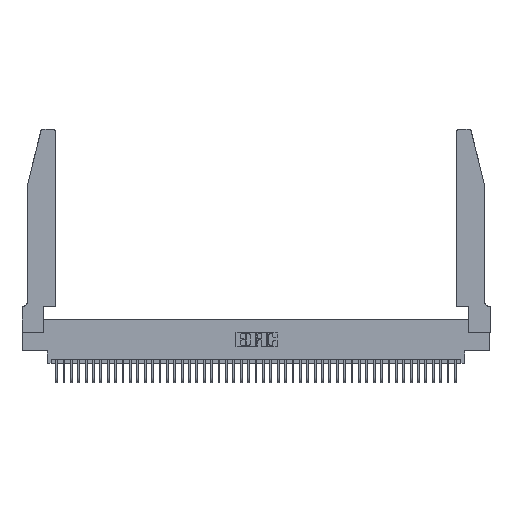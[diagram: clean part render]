
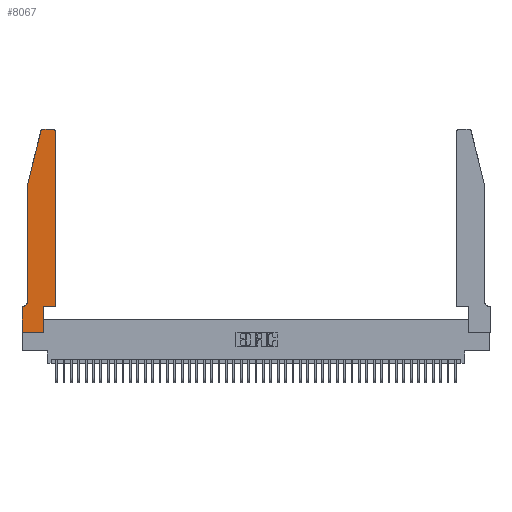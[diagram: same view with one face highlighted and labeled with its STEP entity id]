
A CAD part, top view. The second image highlights one B-rep face of the part: STEP entity #8067.
In plain terms, the highlighted planar face has unit normal (0, 0, 1).
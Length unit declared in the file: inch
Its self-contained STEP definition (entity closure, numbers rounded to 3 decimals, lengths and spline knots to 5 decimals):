
#787 = ORIENTED_EDGE ( 'NONE', *, *, #25272, .T. ) ;
#1817 = CARTESIAN_POINT ( 'NONE',  ( 0.4505, 0.35, 0.37 ) ) ;
#1971 = VECTOR ( 'NONE', #9413, 39.37008 ) ;
#2874 = EDGE_CURVE ( 'NONE', #24074, #13341, #23134, .T. ) ;
#2995 = AXIS2_PLACEMENT_3D ( 'NONE', #9328, #35272, #13080 ) ;
#3607 = EDGE_LOOP ( 'NONE', ( #20261, #30572, #37319, #10441, #4480, #41701, #24360, #787, #33552, #11155, #27460, #18256 ) ) ;
#4184 = CARTESIAN_POINT ( 'NONE',  ( 0.4505, 0.35, 0.37 ) ) ;
#4480 = ORIENTED_EDGE ( 'NONE', *, *, #13785, .T. ) ;
#4749 = CARTESIAN_POINT ( 'NONE',  ( 0., 0.35, 0.37 ) ) ;
#4751 = CARTESIAN_POINT ( 'NONE',  ( 0., 0., 0.37 ) ) ;
#5561 = CARTESIAN_POINT ( 'NONE',  ( 0., 0.35, 0.37 ) ) ;
#6565 = CARTESIAN_POINT ( 'NONE',  ( 0.2605, 2.75, 0.37 ) ) ;
#6820 = VECTOR ( 'NONE', #44758, 39.37008 ) ;
#7308 = CARTESIAN_POINT ( 'NONE',  ( 0.0055, 0.42, 0.37 ) ) ;
#8067 = ADVANCED_FACE ( 'NONE', ( #33077 ), #38212, .T. ) ;
#8441 = CARTESIAN_POINT ( 'NONE',  ( 0., 0., 0.37 ) ) ;
#8474 = VECTOR ( 'NONE', #28815, 39.37008 ) ;
#9124 = LINE ( 'NONE', #14166, #35233 ) ;
#9184 = CARTESIAN_POINT ( 'NONE',  ( 0.0755, 2., 0.37 ) ) ;
#9328 = CARTESIAN_POINT ( 'NONE',  ( 0.4205, 2.72, 0.37 ) ) ;
#9373 = EDGE_CURVE ( 'NONE', #34144, #43744, #37599, .T. ) ;
#9413 = DIRECTION ( 'NONE',  ( 1., 0., 0. ) ) ;
#9630 = LINE ( 'NONE', #6565, #8474 ) ;
#10028 = CARTESIAN_POINT ( 'NONE',  ( 0.4505, 2.72, 0.37 ) ) ;
#10441 = ORIENTED_EDGE ( 'NONE', *, *, #19827, .T. ) ;
#10544 = EDGE_CURVE ( 'NONE', #40015, #24074, #9124, .T. ) ;
#11047 = DIRECTION ( 'NONE',  ( -1., 0., 0. ) ) ;
#11074 = EDGE_CURVE ( 'NONE', #43744, #34196, #32856, .T. ) ;
#11155 = ORIENTED_EDGE ( 'NONE', *, *, #11074, .T. ) ;
#11340 = CARTESIAN_POINT ( 'NONE',  ( 0.0755, 0.42, 0.37 ) ) ;
#11632 = VECTOR ( 'NONE', #45965, 39.37008 ) ;
#12813 = AXIS2_PLACEMENT_3D ( 'NONE', #19598, #45404, #23332 ) ;
#13080 = DIRECTION ( 'NONE',  ( 1., 0., 0. ) ) ;
#13341 = VERTEX_POINT ( 'NONE', #30877 ) ;
#13785 = EDGE_CURVE ( 'NONE', #35847, #40015, #27597, .T. ) ;
#14166 = CARTESIAN_POINT ( 'NONE',  ( 0.0755, 0.35, 0.37 ) ) ;
#16008 = DIRECTION ( 'NONE',  ( 0., 0., 1. ) ) ;
#18256 = ORIENTED_EDGE ( 'NONE', *, *, #31886, .T. ) ;
#19408 = LINE ( 'NONE', #9184, #46521 ) ;
#19598 = CARTESIAN_POINT ( 'NONE',  ( 0.284, 2.72, 0.37 ) ) ;
#19827 = EDGE_CURVE ( 'NONE', #29508, #35847, #31363, .T. ) ;
#19915 = VECTOR ( 'NONE', #40744, 39.37008 ) ;
#20091 = CARTESIAN_POINT ( 'NONE',  ( 0.25487, 2.72718, 0.37 ) ) ;
#20261 = ORIENTED_EDGE ( 'NONE', *, *, #22836, .T. ) ;
#20692 = CARTESIAN_POINT ( 'NONE',  ( 0.4205, 2.75, 0.37 ) ) ;
#20882 = VERTEX_POINT ( 'NONE', #20692 ) ;
#21098 = LINE ( 'NONE', #25855, #19915 ) ;
#21595 = AXIS2_PLACEMENT_3D ( 'NONE', #7308, #33267, #11047 ) ;
#22069 = VERTEX_POINT ( 'NONE', #20091 ) ;
#22686 = CARTESIAN_POINT ( 'NONE',  ( 0.2865, 0.35, 0.37 ) ) ;
#22836 = EDGE_CURVE ( 'NONE', #20882, #41758, #9630, .T. ) ;
#23134 = LINE ( 'NONE', #4751, #42787 ) ;
#23332 = DIRECTION ( 'NONE',  ( 1., 0., 0. ) ) ;
#23354 = DIRECTION ( 'NONE',  ( 1., 0., 0. ) ) ;
#24074 = VERTEX_POINT ( 'NONE', #5561 ) ;
#24360 = ORIENTED_EDGE ( 'NONE', *, *, #2874, .T. ) ;
#25272 = EDGE_CURVE ( 'NONE', #13341, #34144, #36781, .T. ) ;
#25855 = CARTESIAN_POINT ( 'NONE',  ( 0.4505, 0.35, 0.37 ) ) ;
#27460 = ORIENTED_EDGE ( 'NONE', *, *, #35407, .T. ) ;
#27597 = CIRCLE ( 'NONE', #21595, 0.07 ) ;
#27801 = CARTESIAN_POINT ( 'NONE',  ( 0.0055, 0.35, 0.37 ) ) ;
#28815 = DIRECTION ( 'NONE',  ( -1., 0., 0. ) ) ;
#29508 = VERTEX_POINT ( 'NONE', #37336 ) ;
#30572 = ORIENTED_EDGE ( 'NONE', *, *, #32947, .T. ) ;
#30784 = DIRECTION ( 'NONE',  ( 0., -1., 0. ) ) ;
#30877 = CARTESIAN_POINT ( 'NONE',  ( 0., 0., 0.37 ) ) ;
#31363 = LINE ( 'NONE', #42312, #11632 ) ;
#31409 = DIRECTION ( 'NONE',  ( -0.239, -0.971, 0. ) ) ;
#31670 = CARTESIAN_POINT ( 'NONE',  ( 0.284, 2.75, 0.37 ) ) ;
#31886 = EDGE_CURVE ( 'NONE', #40851, #20882, #33570, .T. ) ;
#32623 = DIRECTION ( 'NONE',  ( -1., 0., 0. ) ) ;
#32856 = LINE ( 'NONE', #1817, #1971 ) ;
#32947 = EDGE_CURVE ( 'NONE', #41758, #22069, #46060, .T. ) ;
#33077 = FACE_OUTER_BOUND ( 'NONE', #3607, .T. ) ;
#33267 = DIRECTION ( 'NONE',  ( 0., 0., -1. ) ) ;
#33552 = ORIENTED_EDGE ( 'NONE', *, *, #9373, .T. ) ;
#33570 = CIRCLE ( 'NONE', #2995, 0.03 ) ;
#34144 = VERTEX_POINT ( 'NONE', #37331 ) ;
#34196 = VERTEX_POINT ( 'NONE', #4184 ) ;
#35233 = VECTOR ( 'NONE', #32623, 39.37008 ) ;
#35272 = DIRECTION ( 'NONE',  ( 0., 0., 1. ) ) ;
#35407 = EDGE_CURVE ( 'NONE', #34196, #40851, #21098, .T. ) ;
#35847 = VERTEX_POINT ( 'NONE', #11340 ) ;
#36380 = AXIS2_PLACEMENT_3D ( 'NONE', #4749, #16008, #41886 ) ;
#36781 = LINE ( 'NONE', #8441, #46477 ) ;
#37319 = ORIENTED_EDGE ( 'NONE', *, *, #41354, .T. ) ;
#37331 = CARTESIAN_POINT ( 'NONE',  ( 0.2865, 0., 0.37 ) ) ;
#37336 = CARTESIAN_POINT ( 'NONE',  ( 0.0755, 2., 0.37 ) ) ;
#37599 = LINE ( 'NONE', #22686, #6820 ) ;
#38212 = PLANE ( 'NONE',  #36380 ) ;
#40015 = VERTEX_POINT ( 'NONE', #27801 ) ;
#40744 = DIRECTION ( 'NONE',  ( 0., 1., 0. ) ) ;
#40851 = VERTEX_POINT ( 'NONE', #10028 ) ;
#41354 = EDGE_CURVE ( 'NONE', #22069, #29508, #19408, .T. ) ;
#41701 = ORIENTED_EDGE ( 'NONE', *, *, #10544, .T. ) ;
#41758 = VERTEX_POINT ( 'NONE', #31670 ) ;
#41886 = DIRECTION ( 'NONE',  ( 1., 0., 0. ) ) ;
#42312 = CARTESIAN_POINT ( 'NONE',  ( 0.0755, 2., 0.37 ) ) ;
#42787 = VECTOR ( 'NONE', #30784, 39.37008 ) ;
#43744 = VERTEX_POINT ( 'NONE', #47035 ) ;
#44758 = DIRECTION ( 'NONE',  ( 0., 1., 0. ) ) ;
#45404 = DIRECTION ( 'NONE',  ( 0., 0., 1. ) ) ;
#45965 = DIRECTION ( 'NONE',  ( 0., -1., 0. ) ) ;
#46060 = CIRCLE ( 'NONE', #12813, 0.03 ) ;
#46477 = VECTOR ( 'NONE', #23354, 39.37008 ) ;
#46521 = VECTOR ( 'NONE', #31409, 39.37008 ) ;
#47035 = CARTESIAN_POINT ( 'NONE',  ( 0.2865, 0.35, 0.37 ) ) ;
